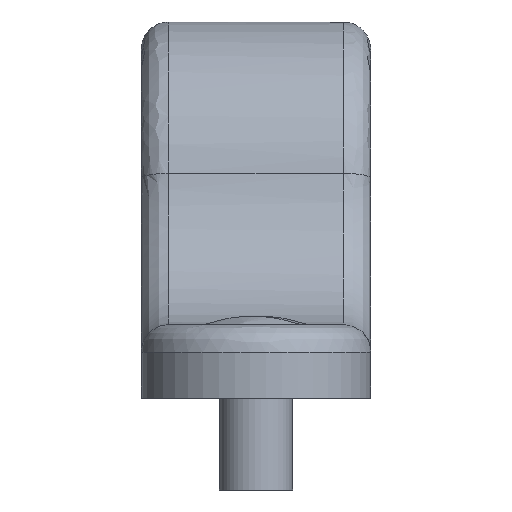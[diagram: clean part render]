
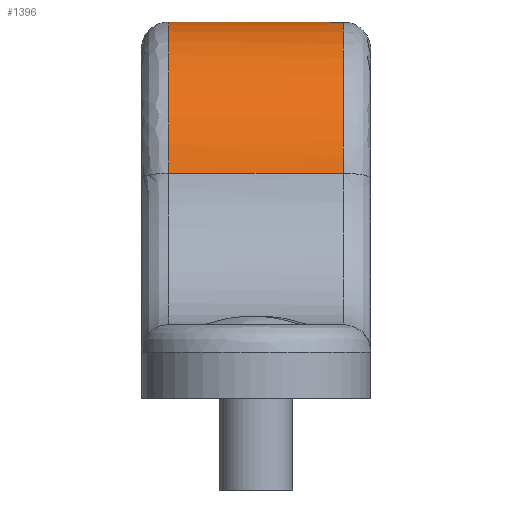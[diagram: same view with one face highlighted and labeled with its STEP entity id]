
A CAD part, front view. The second image highlights one B-rep face of the part: STEP entity #1396.
In plain terms, the highlighted free-form (B-spline) face has degree [2, 1] with [3, 2] control points.
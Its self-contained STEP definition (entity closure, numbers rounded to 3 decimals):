
#1012 = VERTEX_POINT('',#1013);
#1013 = CARTESIAN_POINT('',(-4.256,-13.44,
    18.367));
#1041 = VERTEX_POINT('',#1042);
#1042 = CARTESIAN_POINT('',(4.256,-13.44,
    18.367));
#1068 = VERTEX_POINT('',#1069);
#1069 = CARTESIAN_POINT('',(-4.256,-22.261,
    10.976));
#1075 = EDGE_CURVE('',#1068,#1012,#1076,.T.);
#1076 = ( BOUNDED_CURVE() B_SPLINE_CURVE(2,(#1077,#1078,#1079),
.UNSPECIFIED.,.F.,.F.) B_SPLINE_CURVE_WITH_KNOTS((3,3),(5.586,
6.981),.PIECEWISE_BEZIER_KNOTS.) CURVE() 
GEOMETRIC_REPRESENTATION_ITEM() RATIONAL_B_SPLINE_CURVE((1.,
0.766,1.)) REPRESENTATION_ITEM('') );
#1077 = CARTESIAN_POINT('',(-4.256,-22.261,
    10.976));
#1078 = CARTESIAN_POINT('',(-4.256,-20.947,
    18.367));
#1079 = CARTESIAN_POINT('',(-4.256,-13.44,
    18.367));
#1102 = VERTEX_POINT('',#1103);
#1103 = CARTESIAN_POINT('',(4.256,-22.261,
    10.976));
#1111 = EDGE_CURVE('',#1041,#1102,#1112,.T.);
#1112 = ( BOUNDED_CURVE() B_SPLINE_CURVE(2,(#1113,#1114,#1115),
.UNSPECIFIED.,.F.,.F.) B_SPLINE_CURVE_WITH_KNOTS((3,3),(5.586,
6.981),.PIECEWISE_BEZIER_KNOTS.) CURVE() 
GEOMETRIC_REPRESENTATION_ITEM() RATIONAL_B_SPLINE_CURVE((1.,
0.766,1.)) REPRESENTATION_ITEM('') );
#1113 = CARTESIAN_POINT('',(4.256,-13.44,
    18.367));
#1114 = CARTESIAN_POINT('',(4.256,-20.947,
    18.367));
#1115 = CARTESIAN_POINT('',(4.256,-22.261,
    10.976));
#1384 = EDGE_CURVE('',#1102,#1068,#1385,.T.);
#1385 = B_SPLINE_CURVE_WITH_KNOTS('',1,(#1386,#1387),.UNSPECIFIED.,.F.,
  .F.,(2,2),(-11.,-1.5),.PIECEWISE_BEZIER_KNOTS.);
#1386 = CARTESIAN_POINT('',(4.256,-22.261,
    10.976));
#1387 = CARTESIAN_POINT('',(-4.256,-22.261,
    10.976));
#1396 = ADVANCED_FACE('',(#1397),#1407,.T.);
#1397 = FACE_BOUND('',#1398,.T.);
#1398 = EDGE_LOOP('',(#1399,#1400,#1405,#1406));
#1399 = ORIENTED_EDGE('',*,*,#1111,.F.);
#1400 = ORIENTED_EDGE('',*,*,#1401,.T.);
#1401 = EDGE_CURVE('',#1041,#1012,#1402,.T.);
#1402 = B_SPLINE_CURVE_WITH_KNOTS('',1,(#1403,#1404),.UNSPECIFIED.,.F.,
  .F.,(2,2),(-11.,-1.5),.PIECEWISE_BEZIER_KNOTS.);
#1403 = CARTESIAN_POINT('',(4.256,-13.44,
    18.367));
#1404 = CARTESIAN_POINT('',(-4.256,-13.44,
    18.367));
#1405 = ORIENTED_EDGE('',*,*,#1075,.F.);
#1406 = ORIENTED_EDGE('',*,*,#1384,.F.);
#1407 = ( BOUNDED_SURFACE() B_SPLINE_SURFACE(2,1,(
    (#1408,#1409)
    ,(#1410,#1411)
    ,(#1412,#1413
)),.UNSPECIFIED.,.F.,.F.,.F.) B_SPLINE_SURFACE_WITH_KNOTS((3,3),(2,2),(
    5.498,6.893),(1.5,11.),.PIECEWISE_BEZIER_KNOTS.) 
GEOMETRIC_REPRESENTATION_ITEM() RATIONAL_B_SPLINE_SURFACE((
    (1.,1.)
    ,(0.766,0.766)
,(1.,1.))) REPRESENTATION_ITEM('') SURFACE() );
#1408 = CARTESIAN_POINT('',(-4.256,-13.44,
    18.367));
#1409 = CARTESIAN_POINT('',(4.256,-13.44,
    18.367));
#1410 = CARTESIAN_POINT('',(-4.256,-20.947,
    18.367));
#1411 = CARTESIAN_POINT('',(4.256,-20.947,
    18.367));
#1412 = CARTESIAN_POINT('',(-4.256,-22.261,
    10.976));
#1413 = CARTESIAN_POINT('',(4.256,-22.261,
    10.976));
